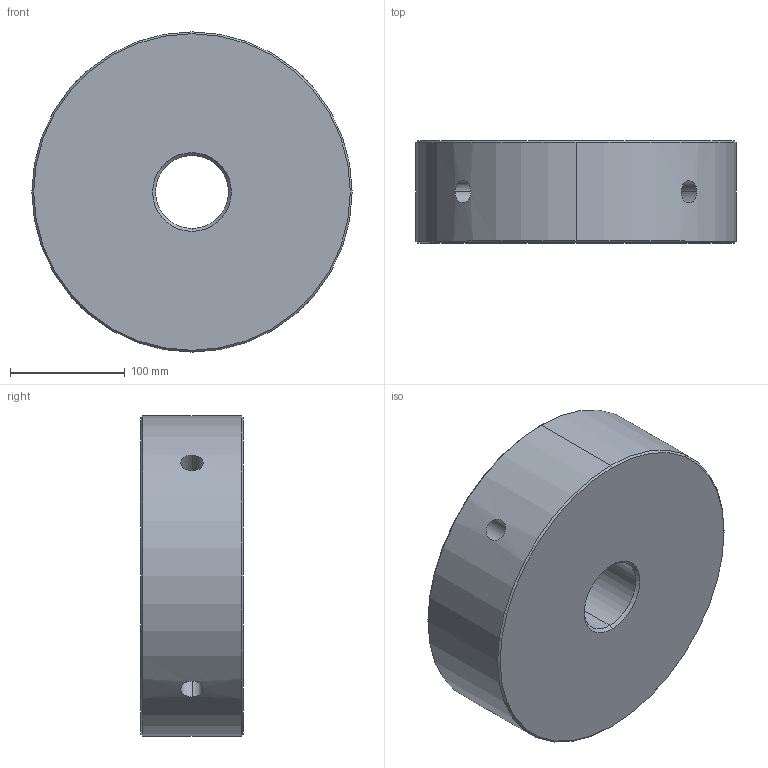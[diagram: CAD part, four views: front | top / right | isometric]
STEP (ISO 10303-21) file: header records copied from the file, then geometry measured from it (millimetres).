
FILE_DESCRIPTION (( 'STEP AP214' ), '1' );
FILE_NAME ('PH3-A Pull Plate 150K to 200K X1 (STEP).STEP', '2024-01-19T17:16:29', ( '' ), ( '' ), 'SwSTEP 2.0', 'SolidWorks 2021', '' );
FILE_SCHEMA (( 'AUTOMOTIVE_DESIGN' ));
Length unit declared in the file: inch
Products named in the file (1): PH3-A Pull Plate 150K to 200K X1 (STEP)
Bounding box: 278.89 x 88.9 x 278.89 mm (x, y, z)
Volume: 4922733.1 mm3; surface area: 253648.8 mm2
Topology: 1 solids, 1 shells, 107 faces, 246 edges, 126 vertices
Faces by surface type: cone 66, cylinder 38, plane 3
Entity records: 3480 total; most frequent: CARTESIAN_POINT 812, DIRECTION 524, ORIENTED_EDGE 428, EDGE_CURVE 214, AXIS2_PLACEMENT_3D 210, VERTEX_POINT 126, EDGE_LOOP 126, FACE_OUTER_BOUND 107
